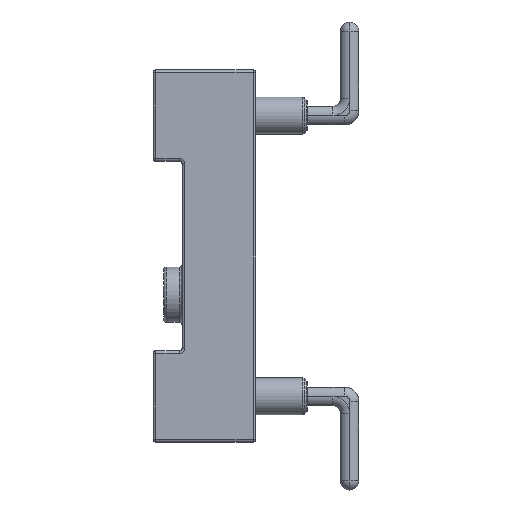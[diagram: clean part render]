
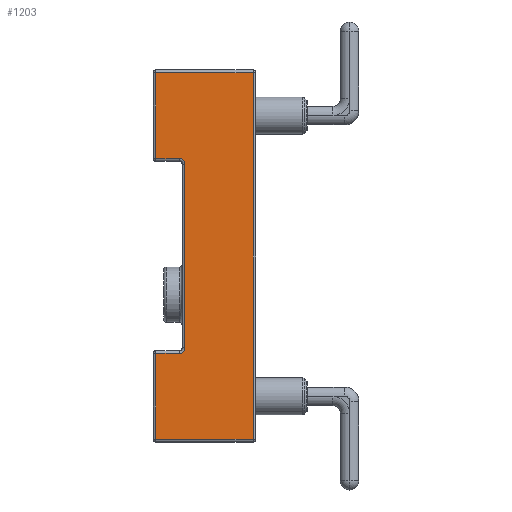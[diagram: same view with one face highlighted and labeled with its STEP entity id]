
A CAD part, left-side view. The second image highlights one B-rep face of the part: STEP entity #1203.
In plain terms, the highlighted planar face has unit normal (-1, 0, 0).
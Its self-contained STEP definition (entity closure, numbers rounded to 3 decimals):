
#92 = VERTEX_POINT ( 'NONE', #3127 ) ;
#116 = VERTEX_POINT ( 'NONE', #4109 ) ;
#117 = LINE ( 'NONE', #5712, #8127 ) ;
#159 = DIRECTION ( 'NONE',  ( 0., 0., -1. ) ) ;
#177 = ORIENTED_EDGE ( 'NONE', *, *, #8158, .T. ) ;
#283 = CARTESIAN_POINT ( 'NONE',  ( -10.15, 0.075, 0. ) ) ;
#349 = AXIS2_PLACEMENT_3D ( 'NONE', #8412, #3771, #9190 ) ;
#360 = CARTESIAN_POINT ( 'NONE',  ( -10.15, 2.075, -2.495 ) ) ;
#365 = VECTOR ( 'NONE', #4908, 1000. ) ;
#570 = CARTESIAN_POINT ( 'NONE',  ( -10.15, 0.075, 4.975 ) ) ;
#612 = DIRECTION ( 'NONE',  ( 0., 0., -1. ) ) ;
#1022 = ORIENTED_EDGE ( 'NONE', *, *, #7882, .F. ) ;
#1135 = DIRECTION ( 'NONE',  ( 0., 0., -1. ) ) ;
#1203 = ADVANCED_FACE ( 'NONE', ( #1720 ), #1582, .F. ) ;
#1398 = DIRECTION ( 'NONE',  ( 0., -1., 0. ) ) ;
#1427 = VERTEX_POINT ( 'NONE', #8552 ) ;
#1540 = CARTESIAN_POINT ( 'NONE',  ( -10.15, 2.715, -2.645 ) ) ;
#1552 = VERTEX_POINT ( 'NONE', #4377 ) ;
#1554 = VECTOR ( 'NONE', #9922, 1000. ) ;
#1582 = PLANE ( 'NONE',  #9121 ) ;
#1617 = ORIENTED_EDGE ( 'NONE', *, *, #7330, .F. ) ;
#1720 = FACE_OUTER_BOUND ( 'NONE', #6155, .T. ) ;
#1951 = CIRCLE ( 'NONE', #5255, 0.15 ) ;
#2000 = CARTESIAN_POINT ( 'NONE',  ( -10.15, 0., 0. ) ) ;
#2056 = LINE ( 'NONE', #5234, #3868 ) ;
#2237 = VERTEX_POINT ( 'NONE', #3566 ) ;
#2294 = DIRECTION ( 'NONE',  ( 1., 0., 0. ) ) ;
#2307 = DIRECTION ( 'NONE',  ( 0., 0., -1. ) ) ;
#2358 = ORIENTED_EDGE ( 'NONE', *, *, #7527, .T. ) ;
#2423 = LINE ( 'NONE', #283, #365 ) ;
#2469 = CARTESIAN_POINT ( 'NONE',  ( -10.15, 1.925, 0. ) ) ;
#2928 = CIRCLE ( 'NONE', #349, 0.15 ) ;
#2988 = CARTESIAN_POINT ( 'NONE',  ( -10.15, 2.715, 2.645 ) ) ;
#3127 = CARTESIAN_POINT ( 'NONE',  ( -10.15, 0.075, -4.975 ) ) ;
#3220 = EDGE_CURVE ( 'NONE', #7591, #9351, #7740, .T. ) ;
#3366 = LINE ( 'NONE', #4450, #5161 ) ;
#3566 = CARTESIAN_POINT ( 'NONE',  ( -10.15, 2.715, -4.975 ) ) ;
#3692 = CARTESIAN_POINT ( 'NONE',  ( -10.15, 0., -4.975 ) ) ;
#3771 = DIRECTION ( 'NONE',  ( -1., 0., 0. ) ) ;
#3868 = VECTOR ( 'NONE', #612, 1000. ) ;
#4109 = CARTESIAN_POINT ( 'NONE',  ( -10.15, 1.925, -2.495 ) ) ;
#4377 = CARTESIAN_POINT ( 'NONE',  ( -10.15, 2.075, 2.645 ) ) ;
#4450 = CARTESIAN_POINT ( 'NONE',  ( -10.15, 0., 2.645 ) ) ;
#4496 = DIRECTION ( 'NONE',  ( 0., 0., -1. ) ) ;
#4647 = EDGE_CURVE ( 'NONE', #9351, #1552, #3366, .T. ) ;
#4908 = DIRECTION ( 'NONE',  ( 0., 0., 1. ) ) ;
#4987 = CARTESIAN_POINT ( 'NONE',  ( -10.15, 2.715, 0. ) ) ;
#5013 = CARTESIAN_POINT ( 'NONE',  ( -10.15, 0., -2.645 ) ) ;
#5161 = VECTOR ( 'NONE', #1398, 1000. ) ;
#5232 = CARTESIAN_POINT ( 'NONE',  ( -10.15, 1.925, 2.495 ) ) ;
#5234 = CARTESIAN_POINT ( 'NONE',  ( -10.15, 2.715, 0. ) ) ;
#5255 = AXIS2_PLACEMENT_3D ( 'NONE', #360, #5752, #1135 ) ;
#5560 = LINE ( 'NONE', #5013, #9695 ) ;
#5569 = LINE ( 'NONE', #2469, #7395 ) ;
#5675 = VECTOR ( 'NONE', #4496, 1000. ) ;
#5712 = CARTESIAN_POINT ( 'NONE',  ( -10.15, 0., 4.975 ) ) ;
#5752 = DIRECTION ( 'NONE',  ( -1., 0., 0. ) ) ;
#6155 = EDGE_LOOP ( 'NONE', ( #8399, #7077, #1617, #2358, #1022, #9747, #7668, #177, #8398, #8908 ) ) ;
#7077 = ORIENTED_EDGE ( 'NONE', *, *, #4647, .T. ) ;
#7319 = DIRECTION ( 'NONE',  ( 0., 1., 0. ) ) ;
#7330 = EDGE_CURVE ( 'NONE', #9325, #1552, #2928, .T. ) ;
#7395 = VECTOR ( 'NONE', #159, 1000. ) ;
#7527 = EDGE_CURVE ( 'NONE', #9325, #116, #5569, .T. ) ;
#7591 = VERTEX_POINT ( 'NONE', #8307 ) ;
#7668 = ORIENTED_EDGE ( 'NONE', *, *, #8107, .T. ) ;
#7740 = LINE ( 'NONE', #4987, #5675 ) ;
#7882 = EDGE_CURVE ( 'NONE', #1427, #116, #1951, .T. ) ;
#7938 = EDGE_CURVE ( 'NONE', #1427, #8664, #5560, .T. ) ;
#8003 = LINE ( 'NONE', #3692, #1554 ) ;
#8107 = EDGE_CURVE ( 'NONE', #8664, #2237, #2056, .T. ) ;
#8127 = VECTOR ( 'NONE', #7319, 1000. ) ;
#8158 = EDGE_CURVE ( 'NONE', #2237, #92, #8003, .T. ) ;
#8289 = EDGE_CURVE ( 'NONE', #92, #8516, #2423, .T. ) ;
#8307 = CARTESIAN_POINT ( 'NONE',  ( -10.15, 2.715, 4.975 ) ) ;
#8349 = EDGE_CURVE ( 'NONE', #8516, #7591, #117, .T. ) ;
#8398 = ORIENTED_EDGE ( 'NONE', *, *, #8289, .T. ) ;
#8399 = ORIENTED_EDGE ( 'NONE', *, *, #3220, .T. ) ;
#8412 = CARTESIAN_POINT ( 'NONE',  ( -10.15, 2.075, 2.495 ) ) ;
#8516 = VERTEX_POINT ( 'NONE', #570 ) ;
#8552 = CARTESIAN_POINT ( 'NONE',  ( -10.15, 2.075, -2.645 ) ) ;
#8664 = VERTEX_POINT ( 'NONE', #1540 ) ;
#8908 = ORIENTED_EDGE ( 'NONE', *, *, #8349, .T. ) ;
#9121 = AXIS2_PLACEMENT_3D ( 'NONE', #2000, #2294, #2307 ) ;
#9190 = DIRECTION ( 'NONE',  ( 0., 0., -1. ) ) ;
#9325 = VERTEX_POINT ( 'NONE', #5232 ) ;
#9351 = VERTEX_POINT ( 'NONE', #2988 ) ;
#9661 = DIRECTION ( 'NONE',  ( 0., 1., 0. ) ) ;
#9695 = VECTOR ( 'NONE', #9661, 1000. ) ;
#9747 = ORIENTED_EDGE ( 'NONE', *, *, #7938, .T. ) ;
#9922 = DIRECTION ( 'NONE',  ( 0., -1., 0. ) ) ;
